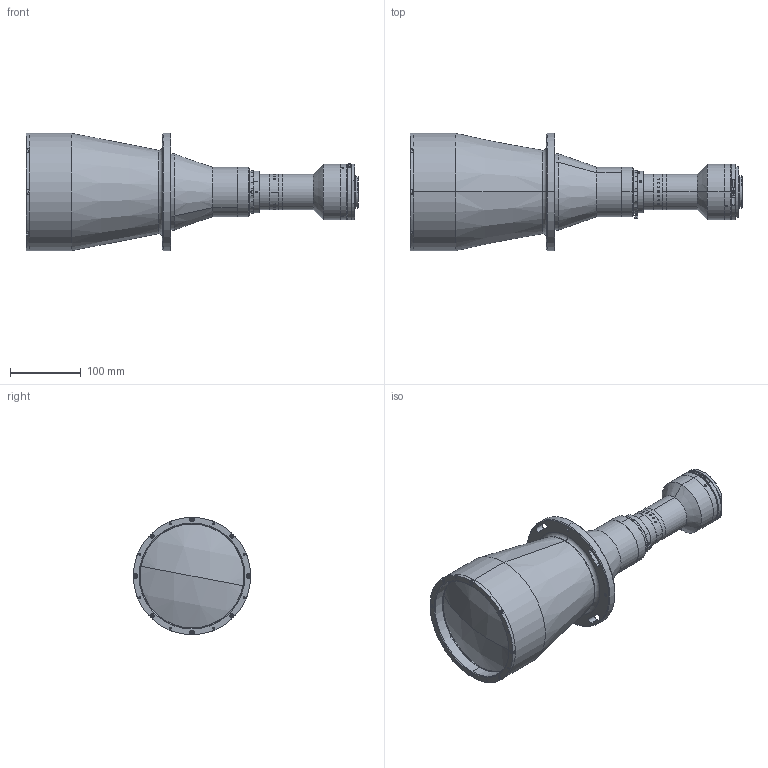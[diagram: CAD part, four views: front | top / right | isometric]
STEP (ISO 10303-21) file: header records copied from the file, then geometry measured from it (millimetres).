
FILE_DESCRIPTION (( 'STEP AP203' ), '1' );
FILE_NAME ('XF-PTL12238-F-VI.STEP', '2019-05-27T08:34:40', ( 'puyufan' ), ( '' ), 'SwSTEP 2.0', 'SolidWorks 2014', '' );
FILE_SCHEMA (( 'CONFIG_CONTROL_DESIGN' ));
Length unit declared in the file: millimetre
Products named in the file (1): XF-PTL12238-F-VI
Bounding box: 469.87 x 166 x 166 mm (x, y, z)
Surface area: 290341.2 mm2 (no closed solid volume)
Topology: 0 solids, 53 shells, 418 faces, 1843 edges, 1448 vertices
Faces by surface type: cylinder 183, plane 140, cone 70, torus 16, bspline 5, sphere 4
Entity records: 26645 total; most frequent: CARTESIAN_POINT 12022, DIRECTION 2982, ORIENTED_EDGE 2639, EDGE_CURVE 1827, VERTEX_POINT 1448, AXIS2_PLACEMENT_3D 1144, CIRCLE 730, LINE 694
